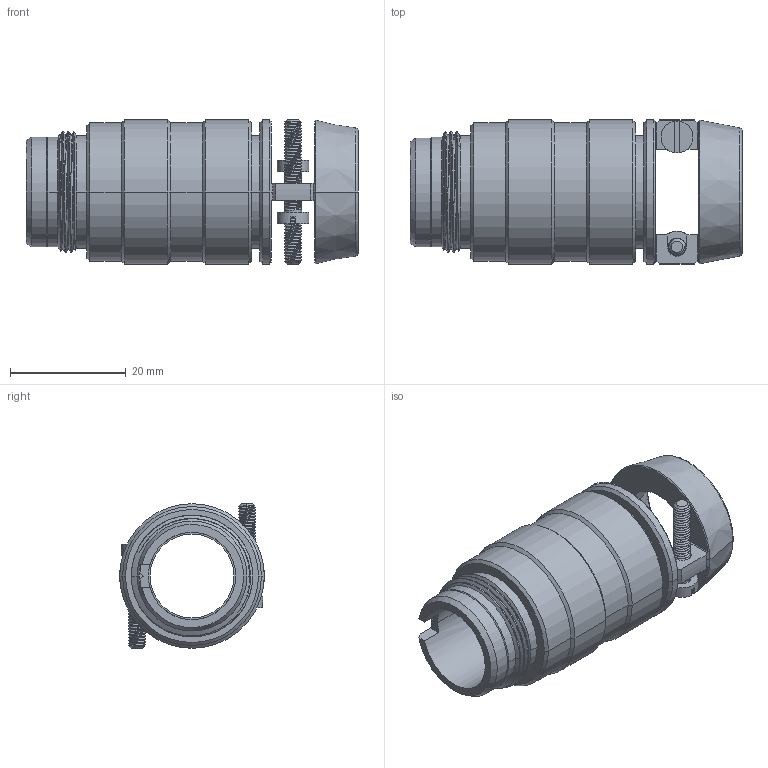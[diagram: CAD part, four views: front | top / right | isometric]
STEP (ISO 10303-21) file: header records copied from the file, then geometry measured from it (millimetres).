
FILE_DESCRIPTION((''),'2;1');
FILE_NAME('13302P3','2018-03-26T10:31:28',('cgregory'),('NET AG system integration'),'CREO PARAMETRIC BY PTC INC, 2017260','CREO PARAMETRIC BY PTC INC, 2017260','');
FILE_SCHEMA(('AUTOMOTIVE_DESIGN { 1 0 10303 214 1 1 1 1 }'));
Length unit declared in the file: millimetre
Products named in the file (1): 13302P3
Bounding box: 57.4 x 25 x 25 mm (x, y, z)
Volume: 10711.1 mm3; surface area: 13711.6 mm2
Topology: 3 solids, 4 shells, 353 faces, 959 edges, 615 vertices
Faces by surface type: cylinder 193, plane 56, cone 48, bspline 44, torus 12
Entity records: 29969 total; most frequent: CARTESIAN_POINT 20286, ORIENTED_EDGE 1918, DIRECTION 1391, EDGE_CURVE 959, VERTEX_POINT 615, AXIS2_PLACEMENT_3D 518, B_SPLINE_CURVE_WITH_KNOTS 403, EDGE_LOOP 366
